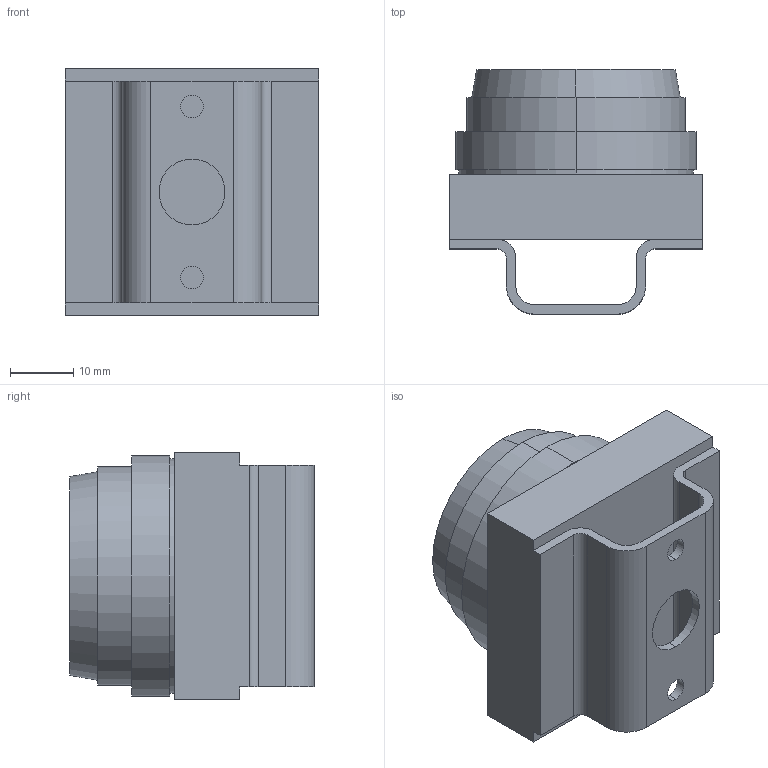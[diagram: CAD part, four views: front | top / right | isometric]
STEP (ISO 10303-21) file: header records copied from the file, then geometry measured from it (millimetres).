
FILE_DESCRIPTION (( 'STEP AP214' ), '1' );
FILE_NAME ('VMVM-330911435553265.step', '2008-09-11T08:35:55', ( 'sysAdmin' ), ( 'SolidWorks' ), 'SwSTEP 2.0', 'SolidWorks 2008', '' );
FILE_SCHEMA (( 'AUTOMOTIVE_DESIGN' ));
Length unit declared in the file: millimetre
Products named in the file (2): VM-33A.step_VM-33_BC; VMVM-330911435553265
Assembly tree (1 placements, depth 2):
  VMVM-330911435553265
    VM-33A.step_VM-33_BC
Bounding box: 40 x 38.6 x 39 mm (x, y, z)
Volume: 34989.8 mm3; surface area: 9740.7 mm2
Topology: 1 solids, 1 shells, 48 faces, 126 edges, 84 vertices
Faces by surface type: cylinder 24, plane 22, cone 2
Entity records: 2101 total; most frequent: DIRECTION 282, CARTESIAN_POINT 262, ORIENTED_EDGE 252, EDGE_CURVE 126, AXIS2_PLACEMENT_3D 104, VERTEX_POINT 84, VECTOR 74, LINE 74
